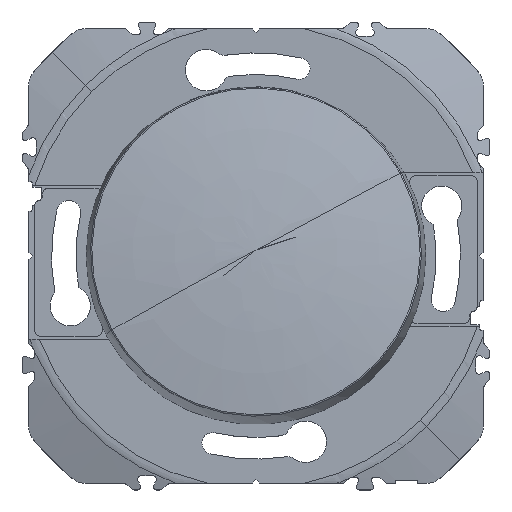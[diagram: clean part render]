
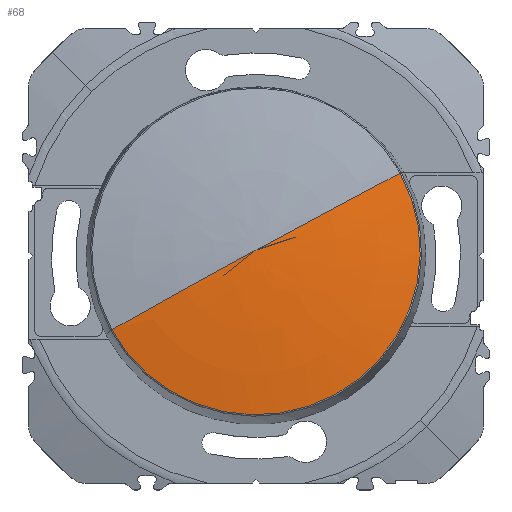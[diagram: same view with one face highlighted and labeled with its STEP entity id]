
A CAD part, top view. The second image highlights one B-rep face of the part: STEP entity #68.
In plain terms, the highlighted face is a revolution surface.
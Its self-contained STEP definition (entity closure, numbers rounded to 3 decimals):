
#52=AXIS2_PLACEMENT_3D('Circle Axis2P3D',#50,#51,$) ;
#32=CARTESIAN_POINT('Control Point',(-25.622,0.69,12.187)) ;
#33=CARTESIAN_POINT('Control Point',(-17.149,0.827,13.512)) ;
#34=CARTESIAN_POINT('Control Point',(-8.577,0.899,14.21)) ;
#35=CARTESIAN_POINT('Control Point',(0.,0.905,14.272)) ;
#36=CARTESIAN_POINT('Axis1P Location',(0.,0.823,13.477)) ;
#41=CARTESIAN_POINT('Control Point',(22.485,12.91,10.928)) ;
#42=CARTESIAN_POINT('Control Point',(15.05,9.005,12.67)) ;
#43=CARTESIAN_POINT('Control Point',(7.527,4.989,13.789)) ;
#44=CARTESIAN_POINT('Control Point',(0.,0.905,14.272)) ;
#45=CARTESIAN_POINT('Vertex',(22.485,12.91,10.928)) ;
#47=CARTESIAN_POINT('Vertex',(0.,0.905,14.272)) ;
#50=CARTESIAN_POINT('Axis2P3D Location',(0.,0.69,12.187)) ;
#54=CARTESIAN_POINT('Vertex',(-22.485,-11.529,13.445)) ;
#58=CARTESIAN_POINT('Control Point',(-22.485,-11.529,13.445)) ;
#59=CARTESIAN_POINT('Control Point',(-15.05,-7.351,14.355)) ;
#60=CARTESIAN_POINT('Control Point',(-7.527,-3.192,14.631)) ;
#61=CARTESIAN_POINT('Control Point',(0.,0.905,14.272)) ;
#37=DIRECTION('Axis1P Direction',(-0.,0.102,0.995)) ;
#51=DIRECTION('Axis2P3D Direction',(-0.,0.102,0.995)) ;
#38=AXIS1_PLACEMENT('Revolution Surface Axis1P',#36,#37) ;
#64=ORIENTED_EDGE('',*,*,#49,.F.) ;
#65=ORIENTED_EDGE('',*,*,#56,.F.) ;
#66=ORIENTED_EDGE('',*,*,#62,.T.) ;
#68=ADVANCED_FACE('Surface.1',(#67),#39,.F.) ;
#31=B_SPLINE_CURVE_WITH_KNOTS('',3,(#32,#33,#34,#35),.UNSPECIFIED.,.F.,.U.,(4,4),(1060.,1085.731),.UNSPECIFIED.) ;
#40=B_SPLINE_CURVE_WITH_KNOTS('',3,(#41,#42,#43,#44),.UNSPECIFIED.,.F.,.U.,(4,4),(1060.,1085.731),.UNSPECIFIED.) ;
#57=B_SPLINE_CURVE_WITH_KNOTS('',3,(#58,#59,#60,#61),.UNSPECIFIED.,.F.,.U.,(4,4),(1060.,1085.731),.UNSPECIFIED.) ;
#53=CIRCLE('generated circle',#52,25.622) ;
#49=EDGE_CURVE('',#46,#48,#40,.T.) ;
#56=EDGE_CURVE('',#55,#46,#53,.T.) ;
#62=EDGE_CURVE('',#55,#48,#57,.T.) ;
#63=EDGE_LOOP('',(#64,#65,#66)) ;
#67=FACE_OUTER_BOUND('',#63,.T.) ;
#39=SURFACE_OF_REVOLUTION('Surface of Revolution',#31,#38) ;
#46=VERTEX_POINT('',#45) ;
#48=VERTEX_POINT('',#47) ;
#55=VERTEX_POINT('',#54) ;
